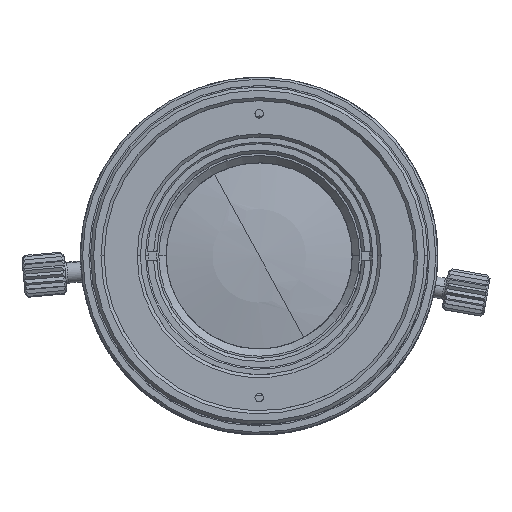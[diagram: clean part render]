
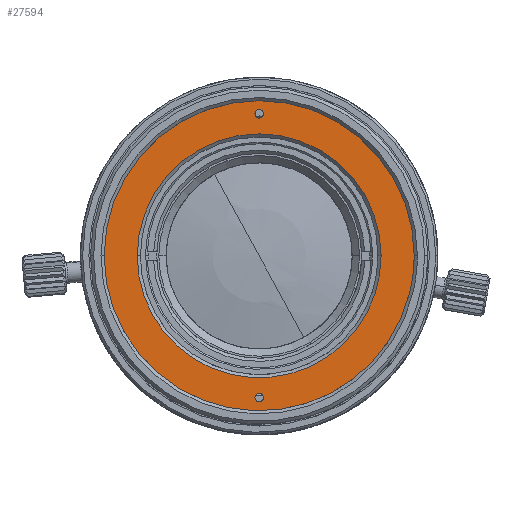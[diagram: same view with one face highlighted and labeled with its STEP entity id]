
A CAD part, top view. The second image highlights one B-rep face of the part: STEP entity #27594.
In plain terms, the highlighted planar face has unit normal (0, 0, 1).
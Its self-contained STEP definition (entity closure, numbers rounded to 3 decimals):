
#896=CARTESIAN_POINT('Vertex',(0.351,13.308,50.379)) ;
#900=CARTESIAN_POINT('Control Point',(-0.351,13.692,50.379)) ;
#901=CARTESIAN_POINT('Control Point',(-0.231,13.912,50.379)) ;
#902=CARTESIAN_POINT('Control Point',(0.066,14.049,50.379)) ;
#903=CARTESIAN_POINT('Control Point',(0.426,13.852,50.379)) ;
#904=CARTESIAN_POINT('Control Point',(0.472,13.529,50.379)) ;
#905=CARTESIAN_POINT('Control Point',(0.351,13.308,50.379)) ;
#906=CARTESIAN_POINT('Vertex',(-0.351,13.692,50.379)) ;
#926=CARTESIAN_POINT('Axis2P3D Location',(0.,13.5,50.379)) ;
#959=CARTESIAN_POINT('Vertex',(-0.351,-13.308,50.379)) ;
#963=CARTESIAN_POINT('Control Point',(0.351,-13.692,50.379)) ;
#964=CARTESIAN_POINT('Control Point',(0.231,-13.912,50.379)) ;
#965=CARTESIAN_POINT('Control Point',(-0.066,-14.049,50.379)) ;
#966=CARTESIAN_POINT('Control Point',(-0.426,-13.852,50.379)) ;
#967=CARTESIAN_POINT('Control Point',(-0.472,-13.529,50.379)) ;
#968=CARTESIAN_POINT('Control Point',(-0.351,-13.308,50.379)) ;
#969=CARTESIAN_POINT('Vertex',(0.351,-13.692,50.379)) ;
#989=CARTESIAN_POINT('Axis2P3D Location',(0.,-13.5,50.379)) ;
#27517=CARTESIAN_POINT('Vertex',(15.02,0.,50.379)) ;
#27520=CARTESIAN_POINT('Axis2P3D Location',(0.,0.,50.379)) ;
#27524=CARTESIAN_POINT('Vertex',(-15.02,0.,50.379)) ;
#27539=CARTESIAN_POINT('Axis2P3D Location',(0.,0.,50.379)) ;
#27551=CARTESIAN_POINT('Axis2P3D Location',(0.,0.,50.379)) ;
#27560=CARTESIAN_POINT('Axis2P3D Location',(0.,0.,50.379)) ;
#27564=CARTESIAN_POINT('Vertex',(11.6,0.,50.379)) ;
#27566=CARTESIAN_POINT('Vertex',(-11.6,0.,50.379)) ;
#27569=CARTESIAN_POINT('Axis2P3D Location',(0.,0.,50.379)) ;
#27573=CARTESIAN_POINT('Vertex',(10.328,-5.281,50.379)) ;
#27576=CARTESIAN_POINT('Axis2P3D Location',(0.,0.,50.379)) ;
#927=DIRECTION('Axis2P3D Direction',(0.,-0.,-1.)) ;
#990=DIRECTION('Axis2P3D Direction',(0.,0.,-1.)) ;
#27521=DIRECTION('Axis2P3D Direction',(0.,0.,1.)) ;
#27540=DIRECTION('Axis2P3D Direction',(0.,0.,1.)) ;
#27552=DIRECTION('Axis2P3D Direction',(0.,0.,1.)) ;
#27553=DIRECTION('Axis2P3D XDirection',(1.,0.,0.)) ;
#27561=DIRECTION('Axis2P3D Direction',(0.,0.,1.)) ;
#27570=DIRECTION('Axis2P3D Direction',(0.,0.,1.)) ;
#27577=DIRECTION('Axis2P3D Direction',(0.,0.,1.)) ;
#928=AXIS2_PLACEMENT_3D('Circle Axis2P3D',#926,#927,$) ;
#991=AXIS2_PLACEMENT_3D('Circle Axis2P3D',#989,#990,$) ;
#27522=AXIS2_PLACEMENT_3D('Circle Axis2P3D',#27520,#27521,$) ;
#27541=AXIS2_PLACEMENT_3D('Circle Axis2P3D',#27539,#27540,$) ;
#27554=AXIS2_PLACEMENT_3D('Plane Axis2P3D',#27551,#27552,#27553) ;
#27562=AXIS2_PLACEMENT_3D('Circle Axis2P3D',#27560,#27561,$) ;
#27571=AXIS2_PLACEMENT_3D('Circle Axis2P3D',#27569,#27570,$) ;
#27578=AXIS2_PLACEMENT_3D('Circle Axis2P3D',#27576,#27577,$) ;
#27557=ORIENTED_EDGE('',*,*,#27543,.T.) ;
#27558=ORIENTED_EDGE('',*,*,#27526,.T.) ;
#27582=ORIENTED_EDGE('',*,*,#27568,.F.) ;
#27583=ORIENTED_EDGE('',*,*,#27575,.F.) ;
#27584=ORIENTED_EDGE('',*,*,#27580,.F.) ;
#27587=ORIENTED_EDGE('',*,*,#908,.F.) ;
#27588=ORIENTED_EDGE('',*,*,#930,.F.) ;
#27591=ORIENTED_EDGE('',*,*,#971,.F.) ;
#27592=ORIENTED_EDGE('',*,*,#993,.F.) ;
#27585=FACE_BOUND('',#27581,.T.) ;
#27589=FACE_BOUND('',#27586,.T.) ;
#27593=FACE_BOUND('',#27590,.T.) ;
#27594=ADVANCED_FACE('\X2\FF8AFF9FFF70FF82\X0\ \X2\FF8EFF9EFF83FF9EFF68FF70\X0\.1.1',(#27559,#27585,#27589,#27593),#27555,.T.) ;
#899=B_SPLINE_CURVE_WITH_KNOTS('',5,(#900,#901,#902,#903,#904,#905),.UNSPECIFIED.,.F.,.U.,(6,6),(-0.628,0.628),.UNSPECIFIED.) ;
#962=B_SPLINE_CURVE_WITH_KNOTS('',5,(#963,#964,#965,#966,#967,#968),.UNSPECIFIED.,.F.,.U.,(6,6),(-0.628,0.628),.UNSPECIFIED.) ;
#929=CIRCLE('generated circle',#928,0.4) ;
#992=CIRCLE('generated circle',#991,0.4) ;
#27523=CIRCLE('generated circle',#27522,15.02) ;
#27542=CIRCLE('generated circle',#27541,15.02) ;
#27563=CIRCLE('generated circle',#27562,11.6) ;
#27572=CIRCLE('generated circle',#27571,11.6) ;
#27579=CIRCLE('generated circle',#27578,11.6) ;
#908=EDGE_CURVE('',#897,#907,#899,.F.) ;
#930=EDGE_CURVE('',#907,#897,#929,.F.) ;
#971=EDGE_CURVE('',#960,#970,#962,.F.) ;
#993=EDGE_CURVE('',#970,#960,#992,.F.) ;
#27526=EDGE_CURVE('',#27525,#27518,#27523,.T.) ;
#27543=EDGE_CURVE('',#27518,#27525,#27542,.T.) ;
#27568=EDGE_CURVE('',#27565,#27567,#27563,.T.) ;
#27575=EDGE_CURVE('',#27574,#27565,#27572,.T.) ;
#27580=EDGE_CURVE('',#27567,#27574,#27579,.T.) ;
#27556=EDGE_LOOP('',(#27557,#27558)) ;
#27581=EDGE_LOOP('',(#27582,#27583,#27584)) ;
#27586=EDGE_LOOP('',(#27587,#27588)) ;
#27590=EDGE_LOOP('',(#27591,#27592)) ;
#27559=FACE_OUTER_BOUND('',#27556,.T.) ;
#27555=PLANE('',#27554) ;
#897=VERTEX_POINT('',#896) ;
#907=VERTEX_POINT('',#906) ;
#960=VERTEX_POINT('',#959) ;
#970=VERTEX_POINT('',#969) ;
#27518=VERTEX_POINT('',#27517) ;
#27525=VERTEX_POINT('',#27524) ;
#27565=VERTEX_POINT('',#27564) ;
#27567=VERTEX_POINT('',#27566) ;
#27574=VERTEX_POINT('',#27573) ;
